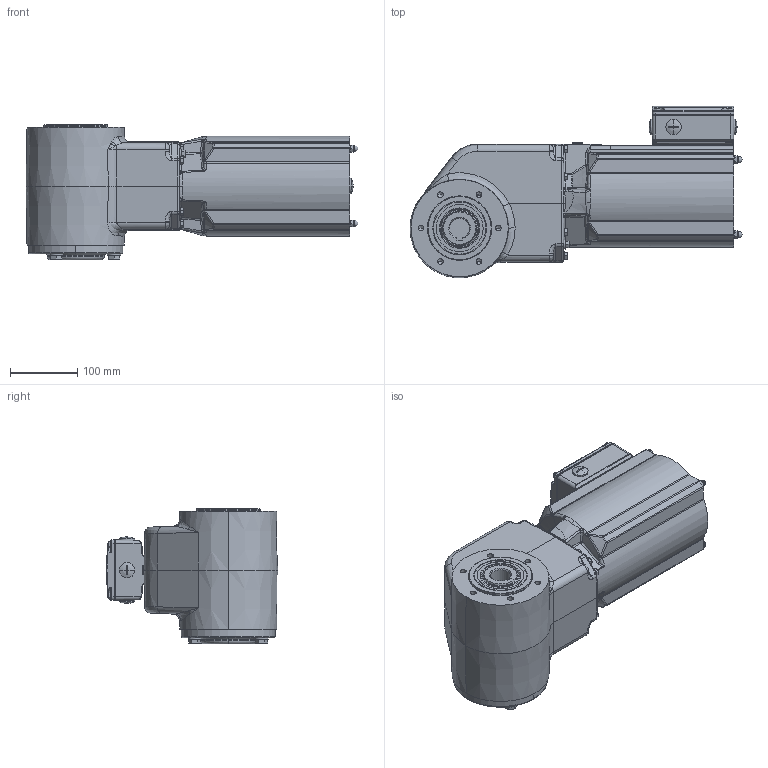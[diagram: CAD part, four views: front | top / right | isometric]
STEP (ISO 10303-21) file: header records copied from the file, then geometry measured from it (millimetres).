
FILE_DESCRIPTION((''),'2;1');
FILE_NAME('178G6001_HUELLE_SW001','2014-10-23T',('t.klippstein'),(''),'PRO/ENGINEER BY PARAMETRIC TECHNOLOGY CORPORATION, 2013230','PRO/ENGINEER BY PARAMETRIC TECHNOLOGY CORPORATION, 2013230','');
FILE_SCHEMA(('AUTOMOTIVE_DESIGN { 1 0 10303 214 1 1 1 1 }'));
Length unit declared in the file: millimetre
Products named in the file (1): 178G6001_HUELLE_SW001
Bounding box: 494.97 x 255.66 x 202.5 mm (x, y, z)
Volume: 10865179.6 mm3; surface area: 415370.8 mm2
Topology: 1 solids, 1 shells, 1304 faces, 3080 edges, 1826 vertices
Faces by surface type: plane 353, cylinder 330, bspline 285, cone 234, sphere 52, torus 50
Entity records: 66024 total; most frequent: CARTESIAN_POINT 29115, ORIENTED_EDGE 6118, DIRECTION 5237, EDGE_CURVE 3059, AXIS2_PLACEMENT_3D 2115, VERTEX_POINT 1826, EDGE_LOOP 1393, FILL_AREA_STYLE_COLOUR 1308
